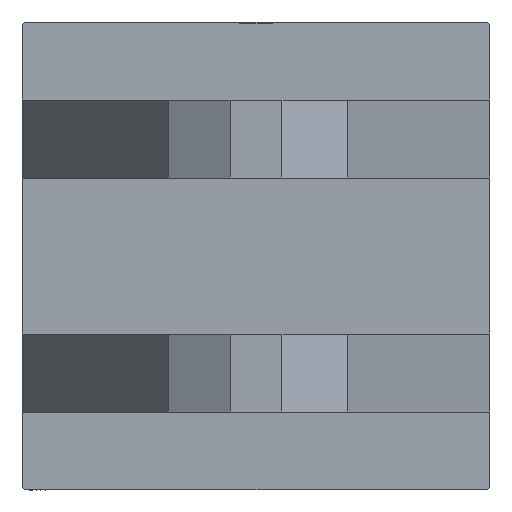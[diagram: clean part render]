
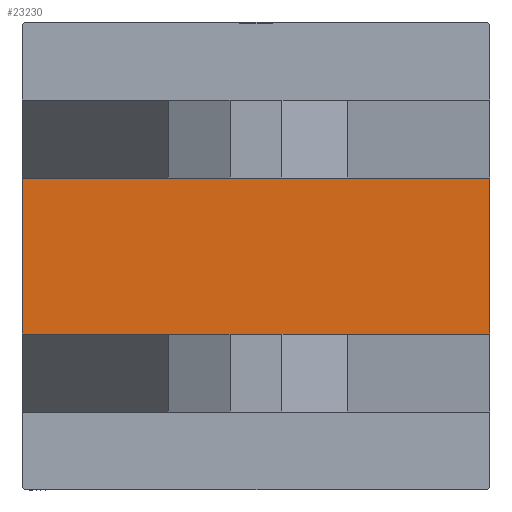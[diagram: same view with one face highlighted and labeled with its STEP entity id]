
A CAD part, left-side view. The second image highlights one B-rep face of the part: STEP entity #23230.
In plain terms, the highlighted planar face has unit normal (-1, 0, 0).
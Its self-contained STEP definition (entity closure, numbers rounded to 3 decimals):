
#1173 = EDGE_CURVE ( 'NONE', #29277, #20265, #41497, .T. ) ;
#1961 = DIRECTION ( 'NONE',  ( 0., -1., 0. ) ) ;
#2966 = VECTOR ( 'NONE', #21667, 1000. ) ;
#3785 = VERTEX_POINT ( 'NONE', #27425 ) ;
#5857 = LINE ( 'NONE', #33380, #29716 ) ;
#6186 = DIRECTION ( 'NONE',  ( 0., -1., 0. ) ) ;
#7093 = PLANE ( 'NONE',  #16832 ) ;
#8594 = ORIENTED_EDGE ( 'NONE', *, *, #11977, .F. ) ;
#9162 = EDGE_CURVE ( 'NONE', #3785, #42083, #5857, .T. ) ;
#9332 = CARTESIAN_POINT ( 'NONE',  ( 0., -15., 45. ) ) ;
#11065 = ORIENTED_EDGE ( 'NONE', *, *, #9162, .F. ) ;
#11977 = EDGE_CURVE ( 'NONE', #42083, #20265, #33843, .T. ) ;
#13245 = VECTOR ( 'NONE', #34097, 1000. ) ;
#14382 = DIRECTION ( 'NONE',  ( -1., 0., 0. ) ) ;
#14484 = CARTESIAN_POINT ( 'NONE',  ( 0., 45., -45. ) ) ;
#16832 = AXIS2_PLACEMENT_3D ( 'NONE', #34619, #14382, #30724 ) ;
#16998 = CARTESIAN_POINT ( 'NONE',  ( 0., 15., 45. ) ) ;
#20265 = VERTEX_POINT ( 'NONE', #50263 ) ;
#21667 = DIRECTION ( 'NONE',  ( 0., 0., -1. ) ) ;
#22403 = CARTESIAN_POINT ( 'NONE',  ( 0., -15., 45. ) ) ;
#23230 = ADVANCED_FACE ( 'NONE', ( #26558 ), #7093, .T. ) ;
#24778 = LINE ( 'NONE', #16998, #2966 ) ;
#25827 = CARTESIAN_POINT ( 'NONE',  ( 0., 15., -45. ) ) ;
#26558 = FACE_OUTER_BOUND ( 'NONE', #33155, .T. ) ;
#27425 = CARTESIAN_POINT ( 'NONE',  ( 0., 15., 45. ) ) ;
#29277 = VERTEX_POINT ( 'NONE', #25827 ) ;
#29716 = VECTOR ( 'NONE', #1961, 1000. ) ;
#30308 = VECTOR ( 'NONE', #6186, 1000. ) ;
#30724 = DIRECTION ( 'NONE',  ( 0., 0., 1. ) ) ;
#33155 = EDGE_LOOP ( 'NONE', ( #50241, #8594, #11065, #45547 ) ) ;
#33380 = CARTESIAN_POINT ( 'NONE',  ( 0., 45., 45. ) ) ;
#33843 = LINE ( 'NONE', #22403, #13245 ) ;
#34097 = DIRECTION ( 'NONE',  ( 0., 0., -1. ) ) ;
#34619 = CARTESIAN_POINT ( 'NONE',  ( 0., 0., 0. ) ) ;
#41497 = LINE ( 'NONE', #14484, #30308 ) ;
#42083 = VERTEX_POINT ( 'NONE', #9332 ) ;
#45341 = EDGE_CURVE ( 'NONE', #3785, #29277, #24778, .T. ) ;
#45547 = ORIENTED_EDGE ( 'NONE', *, *, #45341, .T. ) ;
#50241 = ORIENTED_EDGE ( 'NONE', *, *, #1173, .T. ) ;
#50263 = CARTESIAN_POINT ( 'NONE',  ( 0., -15., -45. ) ) ;
